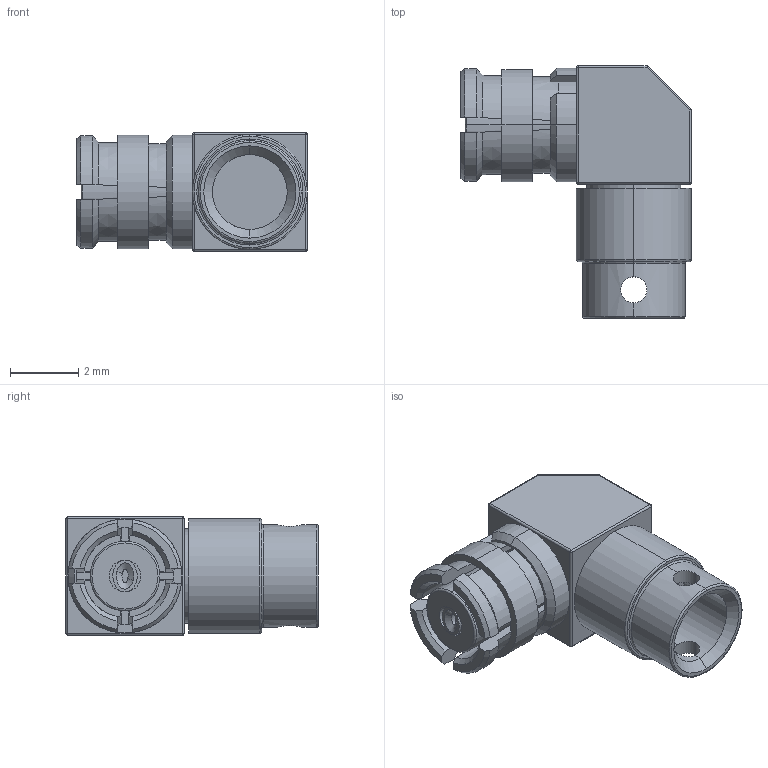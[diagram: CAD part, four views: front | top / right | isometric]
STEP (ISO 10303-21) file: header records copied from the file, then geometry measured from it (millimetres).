
FILE_DESCRIPTION (( 'STEP AP203' ), '1' );
FILE_NAME ('PE44913.step', '2018-07-03T15:14:28', ( '' ), ( '' ), 'SwSTEP 2.0', 'SolidWorks 2017', '' );
FILE_SCHEMA (( 'CONFIG_CONTROL_DESIGN' ));
Length unit declared in the file: inch
Products named in the file (1): PE44913
Bounding box: 6.73 x 7.37 x 3.45 mm (x, y, z)
Volume: 80.3 mm3; surface area: 219.5 mm2
Topology: 2 solids, 2 shells, 152 faces, 422 edges, 258 vertices
Faces by surface type: cylinder 55, plane 42, cone 23, bspline 14, sphere 10, torus 8
Entity records: 5365 total; most frequent: CARTESIAN_POINT 1683, ORIENTED_EDGE 828, DIRECTION 698, EDGE_CURVE 414, AXIS2_PLACEMENT_3D 285, VERTEX_POINT 258, EDGE_LOOP 162, FACE_OUTER_BOUND 152
